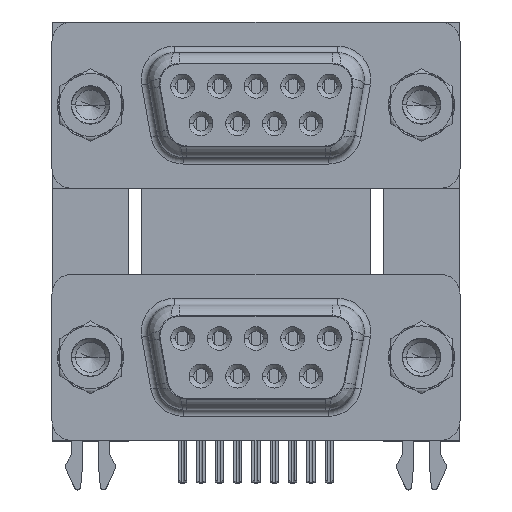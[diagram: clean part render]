
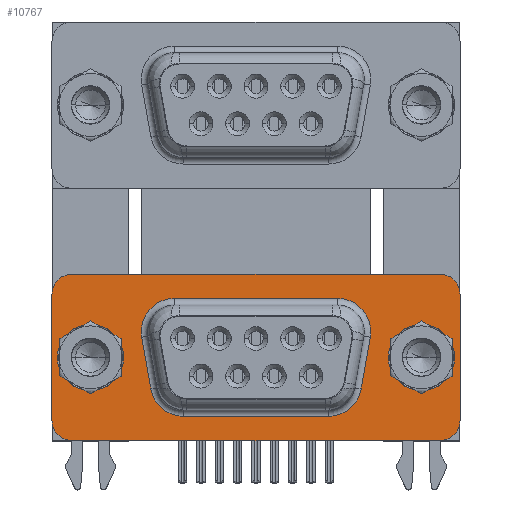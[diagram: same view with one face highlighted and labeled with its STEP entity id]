
A CAD part, top view. The second image highlights one B-rep face of the part: STEP entity #10767.
In plain terms, the highlighted face is planar.
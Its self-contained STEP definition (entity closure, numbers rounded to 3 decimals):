
#9103=CARTESIAN_POINT('',(13.905,0.4,4.775));
#9104=DIRECTION('',(0.,-1.,0.));
#9105=DIRECTION('',(1.,0.,0.));
#9106=AXIS2_PLACEMENT_3D('',#9103,#9104,#9105);
#9108=DIRECTION('',(-1.,0.,0.));
#9109=VECTOR('',#9108,27.81);
#9110=CARTESIAN_POINT('',(13.905,0.4,6.275));
#9111=LINE('',#9110,#9109);
#9112=CARTESIAN_POINT('',(-13.905,0.4,4.775));
#9113=DIRECTION('',(0.,-1.,0.));
#9114=DIRECTION('',(0.,0.,1.));
#9115=AXIS2_PLACEMENT_3D('',#9112,#9113,#9114);
#9117=DIRECTION('',(0.,0.,-1.));
#9118=VECTOR('',#9117,9.55);
#9119=CARTESIAN_POINT('',(-15.405,0.4,4.775));
#9120=LINE('',#9119,#9118);
#9121=CARTESIAN_POINT('',(-13.905,0.4,-4.775));
#9122=DIRECTION('',(0.,-1.,0.));
#9123=DIRECTION('',(-1.,0.,0.));
#9124=AXIS2_PLACEMENT_3D('',#9121,#9122,#9123);
#9126=DIRECTION('',(1.,0.,0.));
#9127=VECTOR('',#9126,27.81);
#9128=CARTESIAN_POINT('',(-13.905,0.4,-6.275));
#9129=LINE('',#9128,#9127);
#9130=CARTESIAN_POINT('',(13.905,0.4,-4.775));
#9131=DIRECTION('',(0.,-1.,0.));
#9132=DIRECTION('',(0.,0.,-1.));
#9133=AXIS2_PLACEMENT_3D('',#9130,#9131,#9132);
#9135=DIRECTION('',(0.,0.,1.));
#9136=VECTOR('',#9135,9.55);
#9137=CARTESIAN_POINT('',(15.405,0.4,-4.775));
#9138=LINE('',#9137,#9136);
#9139=CARTESIAN_POINT('',(6.165,0.4,-1.95));
#9140=DIRECTION('',(0.,1.,0.));
#9141=DIRECTION('',(0.985,0.,0.174));
#9142=AXIS2_PLACEMENT_3D('',#9139,#9140,#9141);
#9144=CARTESIAN_POINT('',(-6.165,0.4,-1.95));
#9145=DIRECTION('',(0.,1.,0.));
#9146=DIRECTION('',(0.,0.,-1.));
#9147=AXIS2_PLACEMENT_3D('',#9144,#9145,#9146);
#9149=DIRECTION('',(0.174,0.,0.985));
#9150=VECTOR('',#9149,3.96);
#9151=CARTESIAN_POINT('',(-8.627,0.4,-1.516));
#9152=LINE('',#9151,#9150);
#9153=CARTESIAN_POINT('',(-5.477,0.4,1.95));
#9154=DIRECTION('',(0.,1.,0.));
#9155=DIRECTION('',(-0.985,0.,0.174));
#9156=AXIS2_PLACEMENT_3D('',#9153,#9154,#9155);
#9158=CARTESIAN_POINT('',(5.477,0.4,1.95));
#9159=DIRECTION('',(0.,1.,0.));
#9160=DIRECTION('',(0.,0.,1.));
#9161=AXIS2_PLACEMENT_3D('',#9158,#9159,#9160);
#9163=DIRECTION('',(0.174,0.,-0.985));
#9164=VECTOR('',#9163,3.96);
#9165=CARTESIAN_POINT('',(7.939,0.4,2.384));
#9166=LINE('',#9165,#9164);
#9167=CARTESIAN_POINT('',(12.495,0.4,0.));
#9168=DIRECTION('',(0.,1.,0.));
#9169=DIRECTION('',(1.,0.,0.));
#9170=AXIS2_PLACEMENT_3D('',#9167,#9168,#9169);
#9172=CARTESIAN_POINT('',(12.495,0.4,0.));
#9173=DIRECTION('',(0.,1.,0.));
#9174=DIRECTION('',(-1.,0.,0.));
#9175=AXIS2_PLACEMENT_3D('',#9172,#9173,#9174);
#9177=CARTESIAN_POINT('',(-12.495,0.4,0.));
#9178=DIRECTION('',(0.,1.,0.));
#9179=DIRECTION('',(1.,0.,0.));
#9180=AXIS2_PLACEMENT_3D('',#9177,#9178,#9179);
#9182=CARTESIAN_POINT('',(-12.495,0.4,0.));
#9183=DIRECTION('',(0.,1.,0.));
#9184=DIRECTION('',(-1.,0.,0.));
#9185=AXIS2_PLACEMENT_3D('',#9182,#9183,#9184);
#9226=DIRECTION('',(-1.,0.,0.));
#9227=VECTOR('',#9226,10.955);
#9228=CARTESIAN_POINT('',(5.477,0.4,4.45));
#9229=LINE('',#9228,#9227);
#9273=DIRECTION('',(1.,0.,0.));
#9274=VECTOR('',#9273,12.33);
#9275=CARTESIAN_POINT('',(-6.165,0.4,-4.45));
#9276=LINE('',#9275,#9274);
#10452=CARTESIAN_POINT('',(-6.165,0.4,-4.45));
#10453=CARTESIAN_POINT('',(6.165,0.4,-4.45));
#10454=VERTEX_POINT('',#10452);
#10455=VERTEX_POINT('',#10453);
#10456=CARTESIAN_POINT('',(15.405,0.4,4.775));
#10457=CARTESIAN_POINT('',(13.905,0.4,6.275));
#10458=VERTEX_POINT('',#10456);
#10459=VERTEX_POINT('',#10457);
#10460=CARTESIAN_POINT('',(-13.905,0.4,6.275));
#10461=VERTEX_POINT('',#10460);
#10462=CARTESIAN_POINT('',(-15.405,0.4,4.775));
#10463=VERTEX_POINT('',#10462);
#10464=CARTESIAN_POINT('',(-15.405,0.4,-4.775));
#10465=VERTEX_POINT('',#10464);
#10466=CARTESIAN_POINT('',(-13.905,0.4,-6.275));
#10467=VERTEX_POINT('',#10466);
#10468=CARTESIAN_POINT('',(13.905,0.4,-6.275));
#10469=VERTEX_POINT('',#10468);
#10470=CARTESIAN_POINT('',(15.405,0.4,-4.775));
#10471=VERTEX_POINT('',#10470);
#10472=CARTESIAN_POINT('',(8.627,0.4,-1.516));
#10473=VERTEX_POINT('',#10472);
#10474=CARTESIAN_POINT('',(-8.627,0.4,-1.516));
#10475=VERTEX_POINT('',#10474);
#10476=CARTESIAN_POINT('',(-7.939,0.4,2.384));
#10477=VERTEX_POINT('',#10476);
#10478=CARTESIAN_POINT('',(-5.477,0.4,4.45));
#10479=VERTEX_POINT('',#10478);
#10480=CARTESIAN_POINT('',(5.477,0.4,4.45));
#10481=VERTEX_POINT('',#10480);
#10482=CARTESIAN_POINT('',(7.939,0.4,2.384));
#10483=VERTEX_POINT('',#10482);
#10484=CARTESIAN_POINT('',(14.995,0.4,0.));
#10485=CARTESIAN_POINT('',(9.995,0.4,0.));
#10486=VERTEX_POINT('',#10484);
#10487=VERTEX_POINT('',#10485);
#10488=CARTESIAN_POINT('',(-9.995,0.4,0.));
#10489=CARTESIAN_POINT('',(-14.995,0.4,0.));
#10490=VERTEX_POINT('',#10488);
#10491=VERTEX_POINT('',#10489);
#10722=CARTESIAN_POINT('',(0.,0.4,0.));
#10723=DIRECTION('',(0.,1.,0.));
#10724=DIRECTION('',(1.,0.,0.));
#10725=AXIS2_PLACEMENT_3D('',#10722,#10723,#10724);
#10726=PLANE('',#10725);
#10727=ORIENTED_EDGE('',*,*,#10618,.T.);
#10728=ORIENTED_EDGE('',*,*,#10634,.T.);
#10729=ORIENTED_EDGE('',*,*,#10647,.T.);
#10730=ORIENTED_EDGE('',*,*,#10662,.T.);
#10731=ORIENTED_EDGE('',*,*,#10675,.T.);
#10732=ORIENTED_EDGE('',*,*,#10688,.T.);
#10733=ORIENTED_EDGE('',*,*,#10703,.T.);
#10734=ORIENTED_EDGE('',*,*,#10715,.T.);
#10735=EDGE_LOOP('',(#10727,#10728,#10729,#10730,#10731,#10732,#10733,#10734));
#10736=FACE_OUTER_BOUND('',#10735,.F.);
#10738=ORIENTED_EDGE('',*,*,#10737,.T.);
#10740=ORIENTED_EDGE('',*,*,#10739,.F.);
#10742=ORIENTED_EDGE('',*,*,#10741,.T.);
#10744=ORIENTED_EDGE('',*,*,#10743,.T.);
#10746=ORIENTED_EDGE('',*,*,#10745,.T.);
#10748=ORIENTED_EDGE('',*,*,#10747,.F.);
#10750=ORIENTED_EDGE('',*,*,#10749,.T.);
#10752=ORIENTED_EDGE('',*,*,#10751,.T.);
#10753=EDGE_LOOP('',(#10738,#10740,#10742,#10744,#10746,#10748,#10750,#10752));
#10754=FACE_BOUND('',#10753,.F.);
#10756=ORIENTED_EDGE('',*,*,#10755,.T.);
#10758=ORIENTED_EDGE('',*,*,#10757,.T.);
#10759=EDGE_LOOP('',(#10756,#10758));
#10760=FACE_BOUND('',#10759,.F.);
#10762=ORIENTED_EDGE('',*,*,#10761,.T.);
#10764=ORIENTED_EDGE('',*,*,#10763,.T.);
#10765=EDGE_LOOP('',(#10762,#10764));
#10766=FACE_BOUND('',#10765,.F.);
#9107=CIRCLE('',#9106,1.5);
#9116=CIRCLE('',#9115,1.5);
#9125=CIRCLE('',#9124,1.5);
#9134=CIRCLE('',#9133,1.5);
#9143=CIRCLE('',#9142,2.5);
#9148=CIRCLE('',#9147,2.5);
#9157=CIRCLE('',#9156,2.5);
#9162=CIRCLE('',#9161,2.5);
#9171=CIRCLE('',#9170,2.5);
#9176=CIRCLE('',#9175,2.5);
#9181=CIRCLE('',#9180,2.5);
#9186=CIRCLE('',#9185,2.5);
#10618=EDGE_CURVE('',#10458,#10459,#9107,.T.);
#10634=EDGE_CURVE('',#10459,#10461,#9111,.T.);
#10647=EDGE_CURVE('',#10461,#10463,#9116,.T.);
#10662=EDGE_CURVE('',#10463,#10465,#9120,.T.);
#10675=EDGE_CURVE('',#10465,#10467,#9125,.T.);
#10688=EDGE_CURVE('',#10467,#10469,#9129,.T.);
#10703=EDGE_CURVE('',#10469,#10471,#9134,.T.);
#10715=EDGE_CURVE('',#10471,#10458,#9138,.T.);
#10737=EDGE_CURVE('',#10473,#10455,#9143,.T.);
#10739=EDGE_CURVE('',#10454,#10455,#9276,.T.);
#10741=EDGE_CURVE('',#10454,#10475,#9148,.T.);
#10743=EDGE_CURVE('',#10475,#10477,#9152,.T.);
#10745=EDGE_CURVE('',#10477,#10479,#9157,.T.);
#10747=EDGE_CURVE('',#10481,#10479,#9229,.T.);
#10749=EDGE_CURVE('',#10481,#10483,#9162,.T.);
#10751=EDGE_CURVE('',#10483,#10473,#9166,.T.);
#10755=EDGE_CURVE('',#10486,#10487,#9171,.T.);
#10757=EDGE_CURVE('',#10487,#10486,#9176,.T.);
#10761=EDGE_CURVE('',#10490,#10491,#9181,.T.);
#10763=EDGE_CURVE('',#10491,#10490,#9186,.T.);
#10767=ADVANCED_FACE('',(#10736,#10754,#10760,#10766),#10726,.T.);
